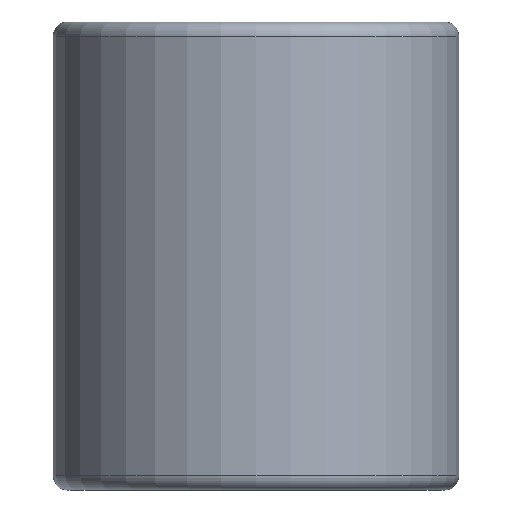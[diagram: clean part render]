
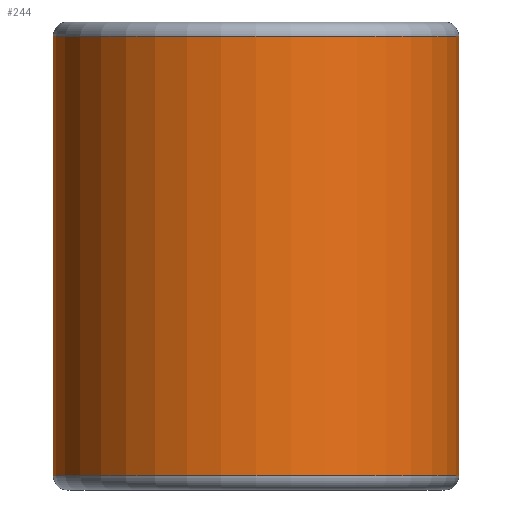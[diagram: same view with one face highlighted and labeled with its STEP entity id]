
A CAD part, front view. The second image highlights one B-rep face of the part: STEP entity #244.
In plain terms, the highlighted cylindrical face has radius 26 mm (diameter 52 mm), a partial arc.
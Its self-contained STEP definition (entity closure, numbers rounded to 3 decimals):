
#1 = AXIS2_PLACEMENT_3D ( 'NONE', #149, #121, #54 ) ;
#19 = DIRECTION ( 'NONE',  ( 0., 0., -1. ) ) ;
#41 = CARTESIAN_POINT ( 'NONE',  ( 26., 0., 1.8 ) ) ;
#43 = CARTESIAN_POINT ( 'NONE',  ( -26., 0., 1.8 ) ) ;
#49 = AXIS2_PLACEMENT_3D ( 'NONE', #139, #361, #102 ) ;
#54 = DIRECTION ( 'NONE',  ( 1., 0., 0. ) ) ;
#83 = CARTESIAN_POINT ( 'NONE',  ( -26., 0., 60. ) ) ;
#84 = EDGE_CURVE ( 'NONE', #254, #274, #206, .T. ) ;
#91 = DIRECTION ( 'NONE',  ( 0., 0., -1. ) ) ;
#102 = DIRECTION ( 'NONE',  ( 1., 0., 0. ) ) ;
#109 = EDGE_CURVE ( 'NONE', #377, #324, #189, .T. ) ;
#112 = VECTOR ( 'NONE', #339, 1000. ) ;
#115 = LINE ( 'NONE', #83, #112 ) ;
#121 = DIRECTION ( 'NONE',  ( 0., 0., -1. ) ) ;
#123 = LINE ( 'NONE', #312, #125 ) ;
#125 = VECTOR ( 'NONE', #91, 1000. ) ;
#131 = CYLINDRICAL_SURFACE ( 'NONE', #399, 26. ) ;
#139 = CARTESIAN_POINT ( 'NONE',  ( 0., 0., 1.8 ) ) ;
#149 = CARTESIAN_POINT ( 'NONE',  ( 0., 0., 58.2 ) ) ;
#175 = FACE_OUTER_BOUND ( 'NONE', #322, .T. ) ;
#182 = CARTESIAN_POINT ( 'NONE',  ( 26., 0., 58.2 ) ) ;
#189 = CIRCLE ( 'NONE', #49, 26. ) ;
#199 = DIRECTION ( 'NONE',  ( -1., 0., 0. ) ) ;
#206 = CIRCLE ( 'NONE', #1, 26. ) ;
#244 = ADVANCED_FACE ( 'NONE', ( #175 ), #131, .T. ) ;
#254 = VERTEX_POINT ( 'NONE', #182 ) ;
#273 = ORIENTED_EDGE ( 'NONE', *, *, #292, .F. ) ;
#274 = VERTEX_POINT ( 'NONE', #288 ) ;
#288 = CARTESIAN_POINT ( 'NONE',  ( -26., 0., 58.2 ) ) ;
#292 = EDGE_CURVE ( 'NONE', #254, #324, #123, .T. ) ;
#294 = CARTESIAN_POINT ( 'NONE',  ( 0., 0., 60. ) ) ;
#312 = CARTESIAN_POINT ( 'NONE',  ( 26., 0., 60. ) ) ;
#319 = ORIENTED_EDGE ( 'NONE', *, *, #109, .T. ) ;
#322 = EDGE_LOOP ( 'NONE', ( #273, #396, #343, #319 ) ) ;
#324 = VERTEX_POINT ( 'NONE', #41 ) ;
#338 = EDGE_CURVE ( 'NONE', #274, #377, #115, .T. ) ;
#339 = DIRECTION ( 'NONE',  ( 0., 0., -1. ) ) ;
#343 = ORIENTED_EDGE ( 'NONE', *, *, #338, .T. ) ;
#361 = DIRECTION ( 'NONE',  ( 0., 0., 1. ) ) ;
#377 = VERTEX_POINT ( 'NONE', #43 ) ;
#396 = ORIENTED_EDGE ( 'NONE', *, *, #84, .T. ) ;
#399 = AXIS2_PLACEMENT_3D ( 'NONE', #294, #19, #199 ) ;
